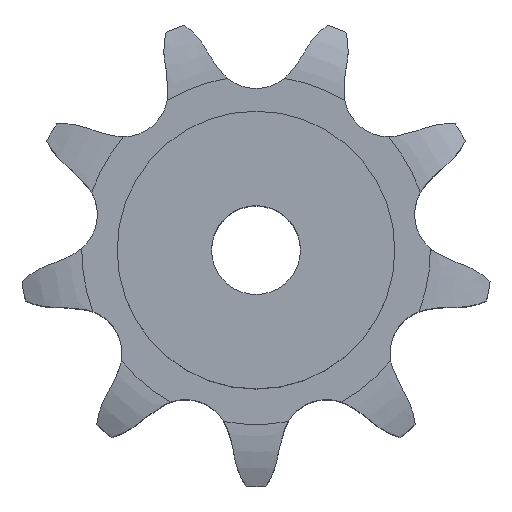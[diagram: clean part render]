
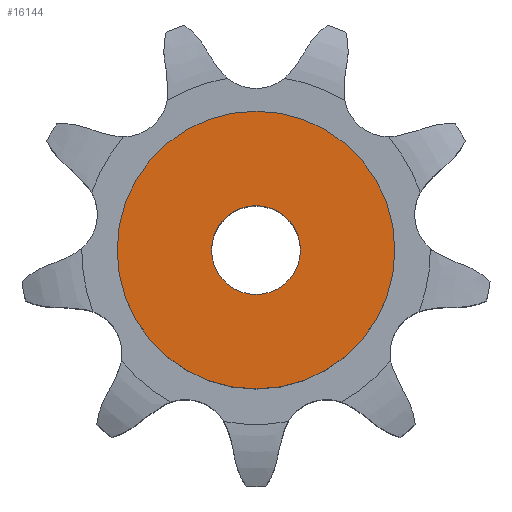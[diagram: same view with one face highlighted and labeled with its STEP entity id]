
A CAD part, top view. The second image highlights one B-rep face of the part: STEP entity #16144.
In plain terms, the highlighted planar face has unit normal (0, 0, 1).
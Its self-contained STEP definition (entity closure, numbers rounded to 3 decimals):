
#8802 = CYLINDRICAL_SURFACE('',#8803,8.);
#8803 = AXIS2_PLACEMENT_3D('',#8804,#8805,#8806);
#8804 = CARTESIAN_POINT('',(0.,0.,158.558));
#8805 = DIRECTION('',(0.,0.,1.));
#8806 = DIRECTION('',(1.,0.,0.));
#11059 = EDGE_CURVE('',#11060,#11060,#11062,.T.);
#11060 = VERTEX_POINT('',#11061);
#11061 = CARTESIAN_POINT('',(8.,0.,65.));
#11062 = SURFACE_CURVE('',#11063,(#11068,#11075),.PCURVE_S1.);
#11063 = CIRCLE('',#11064,8.);
#11064 = AXIS2_PLACEMENT_3D('',#11065,#11066,#11067);
#11065 = CARTESIAN_POINT('',(0.,0.,65.));
#11066 = DIRECTION('',(0.,0.,1.));
#11067 = DIRECTION('',(1.,0.,0.));
#11068 = PCURVE('',#8802,#11069);
#11069 = DEFINITIONAL_REPRESENTATION('',(#11070),#11074);
#11070 = LINE('',#11071,#11072);
#11071 = CARTESIAN_POINT('',(0.,-93.558));
#11072 = VECTOR('',#11073,1.);
#11073 = DIRECTION('',(1.,0.));
#11074 = ( GEOMETRIC_REPRESENTATION_CONTEXT(2) 
PARAMETRIC_REPRESENTATION_CONTEXT() REPRESENTATION_CONTEXT('2D SPACE',''
  ) );
#11075 = PCURVE('',#11076,#11081);
#11076 = PLANE('',#11077);
#11077 = AXIS2_PLACEMENT_3D('',#11078,#11079,#11080);
#11078 = CARTESIAN_POINT('',(0.,0.,65.)
  );
#11079 = DIRECTION('',(0.,0.,1.));
#11080 = DIRECTION('',(1.,0.,0.));
#11081 = DEFINITIONAL_REPRESENTATION('',(#11082),#11086);
#11082 = CIRCLE('',#11083,8.);
#11083 = AXIS2_PLACEMENT_2D('',#11084,#11085);
#11084 = CARTESIAN_POINT('',(0.,0.));
#11085 = DIRECTION('',(1.,0.));
#11086 = ( GEOMETRIC_REPRESENTATION_CONTEXT(2) 
PARAMETRIC_REPRESENTATION_CONTEXT() REPRESENTATION_CONTEXT('2D SPACE',''
  ) );
#16144 = ADVANCED_FACE('',(#16145,#16176),#11076,.T.);
#16145 = FACE_BOUND('',#16146,.T.);
#16146 = EDGE_LOOP('',(#16147));
#16147 = ORIENTED_EDGE('',*,*,#16148,.T.);
#16148 = EDGE_CURVE('',#16149,#16149,#16151,.T.);
#16149 = VERTEX_POINT('',#16150);
#16150 = CARTESIAN_POINT('',(25.,0.,65.));
#16151 = SURFACE_CURVE('',#16152,(#16157,#16164),.PCURVE_S1.);
#16152 = CIRCLE('',#16153,25.);
#16153 = AXIS2_PLACEMENT_3D('',#16154,#16155,#16156);
#16154 = CARTESIAN_POINT('',(0.,0.,65.));
#16155 = DIRECTION('',(0.,0.,1.));
#16156 = DIRECTION('',(1.,0.,0.));
#16157 = PCURVE('',#11076,#16158);
#16158 = DEFINITIONAL_REPRESENTATION('',(#16159),#16163);
#16159 = CIRCLE('',#16160,25.);
#16160 = AXIS2_PLACEMENT_2D('',#16161,#16162);
#16161 = CARTESIAN_POINT('',(0.,0.));
#16162 = DIRECTION('',(1.,0.));
#16163 = ( GEOMETRIC_REPRESENTATION_CONTEXT(2) 
PARAMETRIC_REPRESENTATION_CONTEXT() REPRESENTATION_CONTEXT('2D SPACE',''
  ) );
#16164 = PCURVE('',#16165,#16170);
#16165 = CYLINDRICAL_SURFACE('',#16166,25.);
#16166 = AXIS2_PLACEMENT_3D('',#16167,#16168,#16169);
#16167 = CARTESIAN_POINT('',(0.,0.,0.));
#16168 = DIRECTION('',(-0.,-0.,-1.));
#16169 = DIRECTION('',(1.,0.,0.));
#16170 = DEFINITIONAL_REPRESENTATION('',(#16171),#16175);
#16171 = LINE('',#16172,#16173);
#16172 = CARTESIAN_POINT('',(-0.,-65.));
#16173 = VECTOR('',#16174,1.);
#16174 = DIRECTION('',(-1.,0.));
#16175 = ( GEOMETRIC_REPRESENTATION_CONTEXT(2) 
PARAMETRIC_REPRESENTATION_CONTEXT() REPRESENTATION_CONTEXT('2D SPACE',''
  ) );
#16176 = FACE_BOUND('',#16177,.T.);
#16177 = EDGE_LOOP('',(#16178));
#16178 = ORIENTED_EDGE('',*,*,#11059,.F.);
